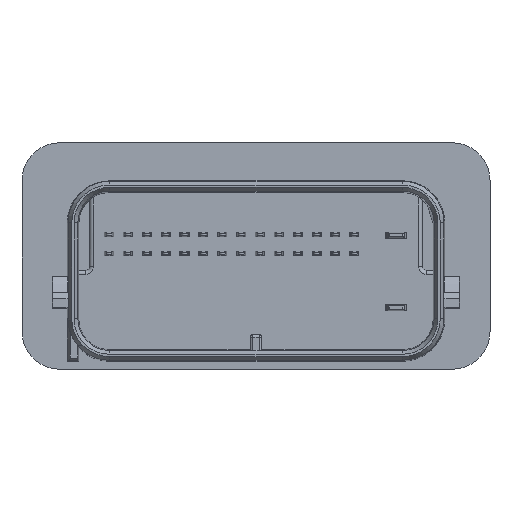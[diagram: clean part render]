
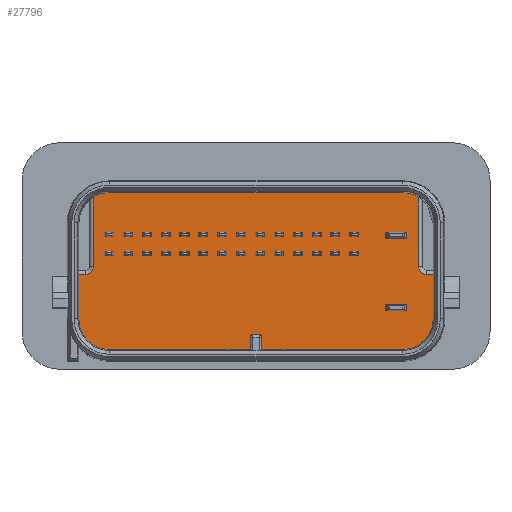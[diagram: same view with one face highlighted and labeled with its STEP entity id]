
A CAD part, top view. The second image highlights one B-rep face of the part: STEP entity #27796.
In plain terms, the highlighted planar face has unit normal (0, 0, 1).
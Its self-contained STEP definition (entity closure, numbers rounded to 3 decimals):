
#27406=AXIS2_PLACEMENT_3D('Circle Axis2P3D',#27404,#27405,$) ;
#27505=AXIS2_PLACEMENT_3D('Circle Axis2P3D',#27503,#27504,$) ;
#27556=AXIS2_PLACEMENT_3D('Circle Axis2P3D',#27554,#27555,$) ;
#27658=AXIS2_PLACEMENT_3D('Circle Axis2P3D',#27656,#27657,$) ;
#27671=AXIS2_PLACEMENT_3D('Plane Axis2P3D',#27668,#27669,#27670) ;
#27711=AXIS2_PLACEMENT_3D('Circle Axis2P3D',#27709,#27710,$) ;
#27730=AXIS2_PLACEMENT_3D('Circle Axis2P3D',#27728,#27729,$) ;
#27328=CARTESIAN_POINT('Vertex',(19.4,-12.439,-2.)) ;
#27332=CARTESIAN_POINT('Control Point',(0.784,-12.439,-2.)) ;
#27333=CARTESIAN_POINT('Control Point',(19.4,-12.439,-2.)) ;
#27334=CARTESIAN_POINT('Vertex',(0.784,-12.439,-2.)) ;
#27371=CARTESIAN_POINT('Vertex',(-0.784,-12.439,-2.)) ;
#27374=CARTESIAN_POINT('Line Origine',(0.,-12.439,-2.)) ;
#27378=CARTESIAN_POINT('Vertex',(-19.4,-12.439,-2.)) ;
#27404=CARTESIAN_POINT('Axis2P3D Location',(-19.4,-8.35,-2.)) ;
#27408=CARTESIAN_POINT('Vertex',(-23.489,-8.35,-2.)) ;
#27428=CARTESIAN_POINT('Line Origine',(-23.489,-2.,-2.)) ;
#27432=CARTESIAN_POINT('Vertex',(-23.489,-2.4,-2.)) ;
#27500=CARTESIAN_POINT('Vertex',(-21.55,7.828,-2.)) ;
#27503=CARTESIAN_POINT('Axis2P3D Location',(-19.4,4.35,-2.)) ;
#27507=CARTESIAN_POINT('Vertex',(-19.4,8.439,-2.)) ;
#27530=CARTESIAN_POINT('Line Origine',(0.,8.439,-2.)) ;
#27534=CARTESIAN_POINT('Vertex',(19.4,8.439,-2.)) ;
#27554=CARTESIAN_POINT('Axis2P3D Location',(19.4,4.35,-2.)) ;
#27558=CARTESIAN_POINT('Vertex',(21.55,7.828,-2.)) ;
#27626=CARTESIAN_POINT('Vertex',(23.489,-2.4,-2.)) ;
#27629=CARTESIAN_POINT('Line Origine',(23.489,-2.,-2.)) ;
#27633=CARTESIAN_POINT('Vertex',(23.489,-8.35,-2.)) ;
#27656=CARTESIAN_POINT('Axis2P3D Location',(19.4,-8.35,-2.)) ;
#27668=CARTESIAN_POINT('Axis2P3D Location',(0.,0.,-2.)) ;
#27674=CARTESIAN_POINT('Control Point',(0.484,-10.416,-2.)) ;
#27675=CARTESIAN_POINT('Control Point',(0.503,-10.416,-2.)) ;
#27676=CARTESIAN_POINT('Control Point',(0.522,-10.417,-2.)) ;
#27677=CARTESIAN_POINT('Control Point',(0.541,-10.42,-2.)) ;
#27678=CARTESIAN_POINT('Control Point',(0.578,-10.429,-2.)) ;
#27679=CARTESIAN_POINT('Control Point',(0.613,-10.444,-2.)) ;
#27680=CARTESIAN_POINT('Control Point',(0.63,-10.453,-2.)) ;
#27681=CARTESIAN_POINT('Control Point',(0.662,-10.473,-2.)) ;
#27682=CARTESIAN_POINT('Control Point',(0.691,-10.497,-2.)) ;
#27683=CARTESIAN_POINT('Control Point',(0.704,-10.511,-2.)) ;
#27684=CARTESIAN_POINT('Control Point',(0.729,-10.54,-2.)) ;
#27685=CARTESIAN_POINT('Control Point',(0.748,-10.572,-2.)) ;
#27686=CARTESIAN_POINT('Control Point',(0.757,-10.589,-2.)) ;
#27687=CARTESIAN_POINT('Control Point',(0.771,-10.624,-2.)) ;
#27688=CARTESIAN_POINT('Control Point',(0.78,-10.661,-2.)) ;
#27689=CARTESIAN_POINT('Control Point',(0.783,-10.679,-2.)) ;
#27690=CARTESIAN_POINT('Control Point',(0.784,-10.698,-2.)) ;
#27691=CARTESIAN_POINT('Control Point',(0.784,-10.716,-2.)) ;
#27692=CARTESIAN_POINT('Vertex',(0.784,-10.716,-2.)) ;
#27694=CARTESIAN_POINT('Vertex',(0.484,-10.416,-2.)) ;
#27697=CARTESIAN_POINT('Line Origine',(0.784,-11.578,-2.)) ;
#27702=CARTESIAN_POINT('Line Origine',(23.02,-2.4,-2.)) ;
#27706=CARTESIAN_POINT('Vertex',(22.55,-2.4,-2.)) ;
#27709=CARTESIAN_POINT('Axis2P3D Location',(22.55,-1.4,-2.)) ;
#27713=CARTESIAN_POINT('Vertex',(21.55,-1.4,-2.)) ;
#27716=CARTESIAN_POINT('Line Origine',(21.55,3.214,-2.)) ;
#27721=CARTESIAN_POINT('Line Origine',(-21.55,3.214,-2.)) ;
#27725=CARTESIAN_POINT('Vertex',(-21.55,-1.4,-2.)) ;
#27728=CARTESIAN_POINT('Axis2P3D Location',(-22.55,-1.4,-2.)) ;
#27732=CARTESIAN_POINT('Vertex',(-22.55,-2.4,-2.)) ;
#27735=CARTESIAN_POINT('Line Origine',(-23.02,-2.4,-2.)) ;
#27740=CARTESIAN_POINT('Line Origine',(-0.784,-11.578,-2.)) ;
#27744=CARTESIAN_POINT('Vertex',(-0.784,-10.716,-2.)) ;
#27748=CARTESIAN_POINT('Control Point',(-0.784,-10.716,-2.)) ;
#27749=CARTESIAN_POINT('Control Point',(-0.784,-10.697,-2.)) ;
#27750=CARTESIAN_POINT('Control Point',(-0.783,-10.678,-2.)) ;
#27751=CARTESIAN_POINT('Control Point',(-0.78,-10.659,-2.)) ;
#27752=CARTESIAN_POINT('Control Point',(-0.771,-10.622,-2.)) ;
#27753=CARTESIAN_POINT('Control Point',(-0.756,-10.587,-2.)) ;
#27754=CARTESIAN_POINT('Control Point',(-0.747,-10.57,-2.)) ;
#27755=CARTESIAN_POINT('Control Point',(-0.727,-10.538,-2.)) ;
#27756=CARTESIAN_POINT('Control Point',(-0.703,-10.509,-2.)) ;
#27757=CARTESIAN_POINT('Control Point',(-0.689,-10.496,-2.)) ;
#27758=CARTESIAN_POINT('Control Point',(-0.66,-10.471,-2.)) ;
#27759=CARTESIAN_POINT('Control Point',(-0.628,-10.452,-2.)) ;
#27760=CARTESIAN_POINT('Control Point',(-0.611,-10.443,-2.)) ;
#27761=CARTESIAN_POINT('Control Point',(-0.576,-10.429,-2.)) ;
#27762=CARTESIAN_POINT('Control Point',(-0.539,-10.42,-2.)) ;
#27763=CARTESIAN_POINT('Control Point',(-0.521,-10.417,-2.)) ;
#27764=CARTESIAN_POINT('Control Point',(-0.502,-10.416,-2.)) ;
#27765=CARTESIAN_POINT('Control Point',(-0.484,-10.416,-2.)) ;
#27766=CARTESIAN_POINT('Vertex',(-0.484,-10.416,-2.)) ;
#27769=CARTESIAN_POINT('Line Origine',(0.,-10.416,-2.)) ;
#27375=DIRECTION('Vector Direction',(1.,0.,0.)) ;
#27405=DIRECTION('Axis2P3D Direction',(0.,0.,1.)) ;
#27429=DIRECTION('Vector Direction',(0.,-1.,0.)) ;
#27504=DIRECTION('Axis2P3D Direction',(0.,0.,1.)) ;
#27531=DIRECTION('Vector Direction',(1.,0.,0.)) ;
#27555=DIRECTION('Axis2P3D Direction',(0.,0.,1.)) ;
#27630=DIRECTION('Vector Direction',(0.,1.,0.)) ;
#27657=DIRECTION('Axis2P3D Direction',(0.,0.,1.)) ;
#27669=DIRECTION('Axis2P3D Direction',(0.,0.,1.)) ;
#27670=DIRECTION('Axis2P3D XDirection',(1.,0.,0.)) ;
#27698=DIRECTION('Vector Direction',(0.,-1.,0.)) ;
#27703=DIRECTION('Vector Direction',(1.,0.,0.)) ;
#27710=DIRECTION('Axis2P3D Direction',(0.,0.,1.)) ;
#27717=DIRECTION('Vector Direction',(0.,1.,0.)) ;
#27722=DIRECTION('Vector Direction',(0.,1.,0.)) ;
#27729=DIRECTION('Axis2P3D Direction',(0.,0.,1.)) ;
#27736=DIRECTION('Vector Direction',(1.,0.,0.)) ;
#27741=DIRECTION('Vector Direction',(0.,-1.,0.)) ;
#27770=DIRECTION('Vector Direction',(1.,0.,0.)) ;
#27376=VECTOR('Line Direction',#27375,1.) ;
#27430=VECTOR('Line Direction',#27429,1.) ;
#27532=VECTOR('Line Direction',#27531,1.) ;
#27631=VECTOR('Line Direction',#27630,1.) ;
#27699=VECTOR('Line Direction',#27698,1.) ;
#27704=VECTOR('Line Direction',#27703,1.) ;
#27718=VECTOR('Line Direction',#27717,1.) ;
#27723=VECTOR('Line Direction',#27722,1.) ;
#27737=VECTOR('Line Direction',#27736,1.) ;
#27742=VECTOR('Line Direction',#27741,1.) ;
#27771=VECTOR('Line Direction',#27770,1.) ;
#27775=ORIENTED_EDGE('',*,*,#27696,.F.) ;
#27776=ORIENTED_EDGE('',*,*,#27701,.T.) ;
#27777=ORIENTED_EDGE('',*,*,#27336,.T.) ;
#27778=ORIENTED_EDGE('',*,*,#27660,.T.) ;
#27779=ORIENTED_EDGE('',*,*,#27635,.T.) ;
#27780=ORIENTED_EDGE('',*,*,#27708,.F.) ;
#27781=ORIENTED_EDGE('',*,*,#27715,.F.) ;
#27782=ORIENTED_EDGE('',*,*,#27720,.F.) ;
#27783=ORIENTED_EDGE('',*,*,#27560,.T.) ;
#27784=ORIENTED_EDGE('',*,*,#27536,.T.) ;
#27785=ORIENTED_EDGE('',*,*,#27509,.T.) ;
#27786=ORIENTED_EDGE('',*,*,#27727,.F.) ;
#27787=ORIENTED_EDGE('',*,*,#27734,.F.) ;
#27788=ORIENTED_EDGE('',*,*,#27739,.F.) ;
#27789=ORIENTED_EDGE('',*,*,#27434,.T.) ;
#27790=ORIENTED_EDGE('',*,*,#27410,.T.) ;
#27791=ORIENTED_EDGE('',*,*,#27380,.T.) ;
#27792=ORIENTED_EDGE('',*,*,#27746,.T.) ;
#27793=ORIENTED_EDGE('',*,*,#27768,.F.) ;
#27794=ORIENTED_EDGE('',*,*,#27773,.T.) ;
#27796=ADVANCED_FACE('Body.2',(#27795),#27672,.T.) ;
#27331=B_SPLINE_CURVE_WITH_KNOTS('',1,(#27332,#27333),.UNSPECIFIED.,.F.,.U.,(2,2),(-9.291,9.325),.UNSPECIFIED.) ;
#27673=B_SPLINE_CURVE_WITH_KNOTS('',5,(#27674,#27675,#27676,#27677,#27678,#27679,#27680,#27681,#27682,#27683,#27684,#27685,#27686,#27687,#27688,#27689,#27690,#27691),.UNSPECIFIED.,.F.,.U.,(6,3,3,3,3,6),(0.,0.133,0.267,0.401,0.535,0.665),.UNSPECIFIED.) ;
#27747=B_SPLINE_CURVE_WITH_KNOTS('',5,(#27748,#27749,#27750,#27751,#27752,#27753,#27754,#27755,#27756,#27757,#27758,#27759,#27760,#27761,#27762,#27763,#27764,#27765),.UNSPECIFIED.,.F.,.U.,(6,3,3,3,3,6),(0.,0.133,0.267,0.401,0.535,0.665),.UNSPECIFIED.) ;
#27407=CIRCLE('generated circle',#27406,4.089) ;
#27506=CIRCLE('generated circle',#27505,4.089) ;
#27557=CIRCLE('generated circle',#27556,4.089) ;
#27659=CIRCLE('generated circle',#27658,4.089) ;
#27712=CIRCLE('generated circle',#27711,1.) ;
#27731=CIRCLE('generated circle',#27730,1.) ;
#27336=EDGE_CURVE('',#27335,#27329,#27331,.T.) ;
#27380=EDGE_CURVE('',#27379,#27372,#27377,.T.) ;
#27410=EDGE_CURVE('',#27409,#27379,#27407,.T.) ;
#27434=EDGE_CURVE('',#27433,#27409,#27431,.T.) ;
#27509=EDGE_CURVE('',#27508,#27501,#27506,.T.) ;
#27536=EDGE_CURVE('',#27535,#27508,#27533,.F.) ;
#27560=EDGE_CURVE('',#27559,#27535,#27557,.T.) ;
#27635=EDGE_CURVE('',#27634,#27627,#27632,.T.) ;
#27660=EDGE_CURVE('',#27329,#27634,#27659,.T.) ;
#27696=EDGE_CURVE('',#27693,#27695,#27673,.F.) ;
#27701=EDGE_CURVE('',#27693,#27335,#27700,.T.) ;
#27708=EDGE_CURVE('',#27707,#27627,#27705,.T.) ;
#27715=EDGE_CURVE('',#27714,#27707,#27712,.T.) ;
#27720=EDGE_CURVE('',#27559,#27714,#27719,.F.) ;
#27727=EDGE_CURVE('',#27726,#27501,#27724,.T.) ;
#27734=EDGE_CURVE('',#27733,#27726,#27731,.T.) ;
#27739=EDGE_CURVE('',#27433,#27733,#27738,.T.) ;
#27746=EDGE_CURVE('',#27372,#27745,#27743,.F.) ;
#27768=EDGE_CURVE('',#27767,#27745,#27747,.F.) ;
#27773=EDGE_CURVE('',#27767,#27695,#27772,.T.) ;
#27774=EDGE_LOOP('',(#27775,#27776,#27777,#27778,#27779,#27780,#27781,#27782,#27783,#27784,#27785,#27786,#27787,#27788,#27789,#27790,#27791,#27792,#27793,#27794)) ;
#27795=FACE_OUTER_BOUND('',#27774,.T.) ;
#27377=LINE('Line',#27374,#27376) ;
#27431=LINE('Line',#27428,#27430) ;
#27533=LINE('Line',#27530,#27532) ;
#27632=LINE('Line',#27629,#27631) ;
#27700=LINE('Line',#27697,#27699) ;
#27705=LINE('Line',#27702,#27704) ;
#27719=LINE('Line',#27716,#27718) ;
#27724=LINE('Line',#27721,#27723) ;
#27738=LINE('Line',#27735,#27737) ;
#27743=LINE('Line',#27740,#27742) ;
#27772=LINE('Line',#27769,#27771) ;
#27672=PLANE('',#27671) ;
#27329=VERTEX_POINT('',#27328) ;
#27335=VERTEX_POINT('',#27334) ;
#27372=VERTEX_POINT('',#27371) ;
#27379=VERTEX_POINT('',#27378) ;
#27409=VERTEX_POINT('',#27408) ;
#27433=VERTEX_POINT('',#27432) ;
#27501=VERTEX_POINT('',#27500) ;
#27508=VERTEX_POINT('',#27507) ;
#27535=VERTEX_POINT('',#27534) ;
#27559=VERTEX_POINT('',#27558) ;
#27627=VERTEX_POINT('',#27626) ;
#27634=VERTEX_POINT('',#27633) ;
#27693=VERTEX_POINT('',#27692) ;
#27695=VERTEX_POINT('',#27694) ;
#27707=VERTEX_POINT('',#27706) ;
#27714=VERTEX_POINT('',#27713) ;
#27726=VERTEX_POINT('',#27725) ;
#27733=VERTEX_POINT('',#27732) ;
#27745=VERTEX_POINT('',#27744) ;
#27767=VERTEX_POINT('',#27766) ;
